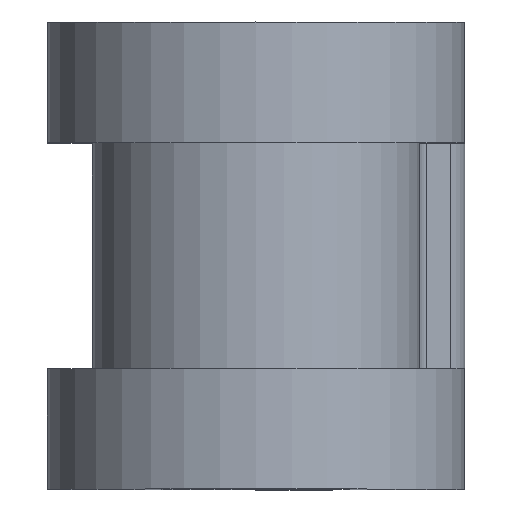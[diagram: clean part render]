
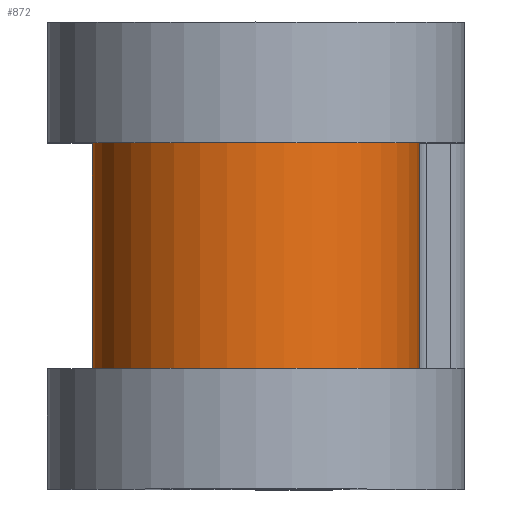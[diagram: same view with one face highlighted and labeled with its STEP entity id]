
A CAD part, top view. The second image highlights one B-rep face of the part: STEP entity #872.
In plain terms, the highlighted cylindrical face has radius 5.512 mm (diameter 11.024 mm), a partial arc.
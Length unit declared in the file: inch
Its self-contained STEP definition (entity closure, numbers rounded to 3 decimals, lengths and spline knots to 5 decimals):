
#11 = ORIENTED_EDGE ( 'NONE', *, *, #1320, .F. ) ;
#36 = VECTOR ( 'NONE', #1959, 39.37008 ) ;
#45 = DIRECTION ( 'NONE',  ( 0., 0., -1. ) ) ;
#205 = AXIS2_PLACEMENT_3D ( 'NONE', #379, #1508, #547 ) ;
#256 = CARTESIAN_POINT ( 'NONE',  ( 0., 0.15, 0.25 ) ) ;
#379 = CARTESIAN_POINT ( 'NONE',  ( 0., -0.15, 0.25 ) ) ;
#410 = EDGE_CURVE ( 'NONE', #1656, #859, #978, .T. ) ;
#432 = DIRECTION ( 'NONE',  ( 0., 0., -1. ) ) ;
#482 = CARTESIAN_POINT ( 'NONE',  ( -0.217, 0.25, 0.25 ) ) ;
#511 = CYLINDRICAL_SURFACE ( 'NONE', #658, 0.217 ) ;
#547 = DIRECTION ( 'NONE',  ( 0., 0., -1. ) ) ;
#593 = DIRECTION ( 'NONE',  ( 0., -1., 0. ) ) ;
#609 = CIRCLE ( 'NONE', #205, 0.217 ) ;
#632 = VECTOR ( 'NONE', #593, 39.37008 ) ;
#658 = AXIS2_PLACEMENT_3D ( 'NONE', #1358, #1518, #45 ) ;
#751 = CARTESIAN_POINT ( 'NONE',  ( 0.217, 0.25, 0.25 ) ) ;
#848 = EDGE_CURVE ( 'NONE', #1181, #859, #609, .T. ) ;
#859 = VERTEX_POINT ( 'NONE', #877 ) ;
#872 = ADVANCED_FACE ( 'NONE', ( #1516 ), #511, .T. ) ;
#877 = CARTESIAN_POINT ( 'NONE',  ( -0.217, -0.15, 0.25 ) ) ;
#901 = CARTESIAN_POINT ( 'NONE',  ( -0.217, 0.15, 0.25 ) ) ;
#978 = LINE ( 'NONE', #482, #36 ) ;
#988 = AXIS2_PLACEMENT_3D ( 'NONE', #256, #1410, #432 ) ;
#1005 = VERTEX_POINT ( 'NONE', #2113 ) ;
#1059 = EDGE_LOOP ( 'NONE', ( #11, #1312, #1860, #2105 ) ) ;
#1181 = VERTEX_POINT ( 'NONE', #1482 ) ;
#1312 = ORIENTED_EDGE ( 'NONE', *, *, #2101, .T. ) ;
#1320 = EDGE_CURVE ( 'NONE', #1005, #1181, #1488, .T. ) ;
#1358 = CARTESIAN_POINT ( 'NONE',  ( 0., 0.25, 0.25 ) ) ;
#1410 = DIRECTION ( 'NONE',  ( 0., -1., 0. ) ) ;
#1482 = CARTESIAN_POINT ( 'NONE',  ( 0.217, -0.15, 0.25 ) ) ;
#1488 = LINE ( 'NONE', #751, #632 ) ;
#1508 = DIRECTION ( 'NONE',  ( 0., -1., 0. ) ) ;
#1516 = FACE_OUTER_BOUND ( 'NONE', #1059, .T. ) ;
#1518 = DIRECTION ( 'NONE',  ( 0., -1., 0. ) ) ;
#1573 = CIRCLE ( 'NONE', #988, 0.217 ) ;
#1656 = VERTEX_POINT ( 'NONE', #901 ) ;
#1860 = ORIENTED_EDGE ( 'NONE', *, *, #410, .T. ) ;
#1959 = DIRECTION ( 'NONE',  ( 0., -1., 0. ) ) ;
#2101 = EDGE_CURVE ( 'NONE', #1005, #1656, #1573, .T. ) ;
#2105 = ORIENTED_EDGE ( 'NONE', *, *, #848, .F. ) ;
#2113 = CARTESIAN_POINT ( 'NONE',  ( 0.217, 0.15, 0.25 ) ) ;
